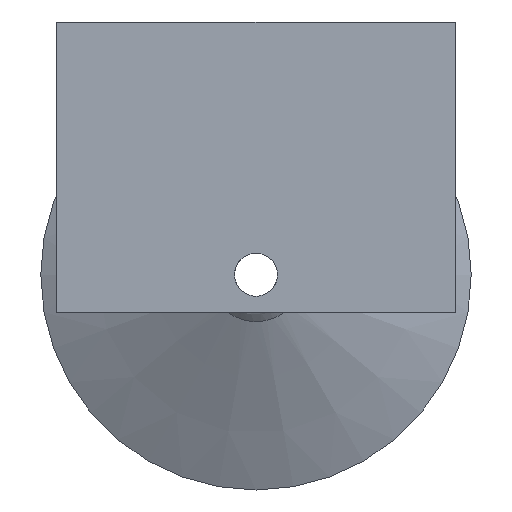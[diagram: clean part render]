
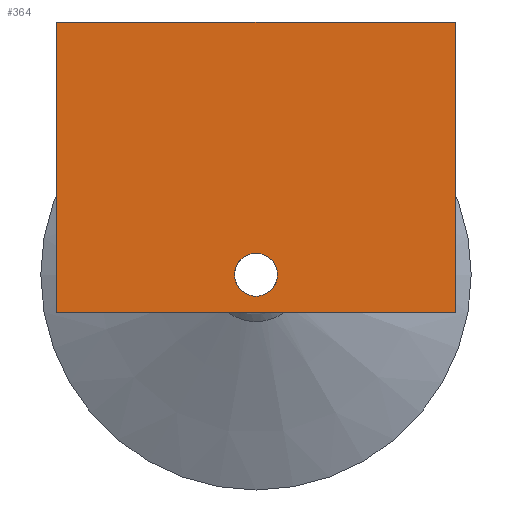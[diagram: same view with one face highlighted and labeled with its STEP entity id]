
A CAD part, front view. The second image highlights one B-rep face of the part: STEP entity #364.
In plain terms, the highlighted planar face has unit normal (0, -1, 0).
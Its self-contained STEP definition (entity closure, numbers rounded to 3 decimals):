
#203 = VERTEX_POINT('',#204);
#204 = CARTESIAN_POINT('',(25.,0.,-4.7));
#210 = EDGE_CURVE('',#203,#211,#213,.T.);
#211 = VERTEX_POINT('',#212);
#212 = CARTESIAN_POINT('',(25.,0.,31.7));
#213 = LINE('',#214,#215);
#214 = CARTESIAN_POINT('',(25.,0.,-4.7));
#215 = VECTOR('',#216,1.);
#216 = DIRECTION('',(0.,0.,1.));
#257 = EDGE_CURVE('',#258,#203,#260,.T.);
#258 = VERTEX_POINT('',#259);
#259 = CARTESIAN_POINT('',(-25.,0.,-4.7));
#260 = LINE('',#261,#262);
#261 = CARTESIAN_POINT('',(-25.,0.,-4.7));
#262 = VECTOR('',#263,1.);
#263 = DIRECTION('',(1.,0.,0.));
#280 = EDGE_CURVE('',#211,#281,#283,.T.);
#281 = VERTEX_POINT('',#282);
#282 = CARTESIAN_POINT('',(-25.,0.,31.7));
#283 = LINE('',#284,#285);
#284 = CARTESIAN_POINT('',(25.,0.,31.7));
#285 = VECTOR('',#286,1.);
#286 = DIRECTION('',(-1.,0.,0.));
#364 = ADVANCED_FACE('',(#365,#376),#387,.T.);
#365 = FACE_BOUND('',#366,.T.);
#366 = EDGE_LOOP('',(#367,#368,#369,#375));
#367 = ORIENTED_EDGE('',*,*,#210,.T.);
#368 = ORIENTED_EDGE('',*,*,#280,.T.);
#369 = ORIENTED_EDGE('',*,*,#370,.T.);
#370 = EDGE_CURVE('',#281,#258,#371,.T.);
#371 = LINE('',#372,#373);
#372 = CARTESIAN_POINT('',(-25.,0.,31.7));
#373 = VECTOR('',#374,1.);
#374 = DIRECTION('',(0.,0.,-1.));
#375 = ORIENTED_EDGE('',*,*,#257,.T.);
#376 = FACE_BOUND('',#377,.T.);
#377 = EDGE_LOOP('',(#378));
#378 = ORIENTED_EDGE('',*,*,#379,.F.);
#379 = EDGE_CURVE('',#380,#380,#382,.T.);
#380 = VERTEX_POINT('',#381);
#381 = CARTESIAN_POINT('',(2.7,0.,0.));
#382 = CIRCLE('',#383,2.7);
#383 = AXIS2_PLACEMENT_3D('',#384,#385,#386);
#384 = CARTESIAN_POINT('',(0.,0.,0.));
#385 = DIRECTION('',(0.,-1.,0.));
#386 = DIRECTION('',(1.,0.,0.));
#387 = PLANE('',#388);
#388 = AXIS2_PLACEMENT_3D('',#389,#390,#391);
#389 = CARTESIAN_POINT('',(0.,0.,13.5));
#390 = DIRECTION('',(-0.,-1.,-0.));
#391 = DIRECTION('',(0.,0.,-1.));
